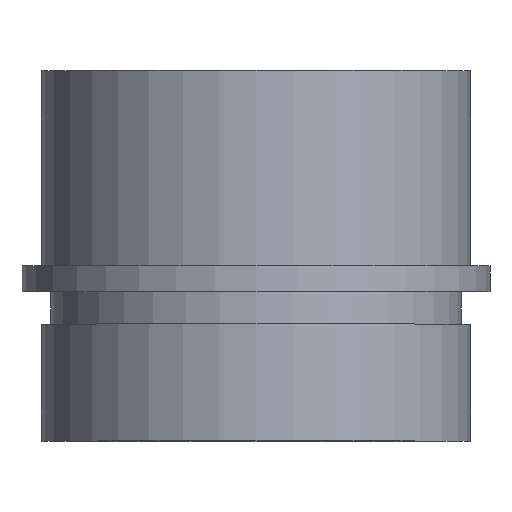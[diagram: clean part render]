
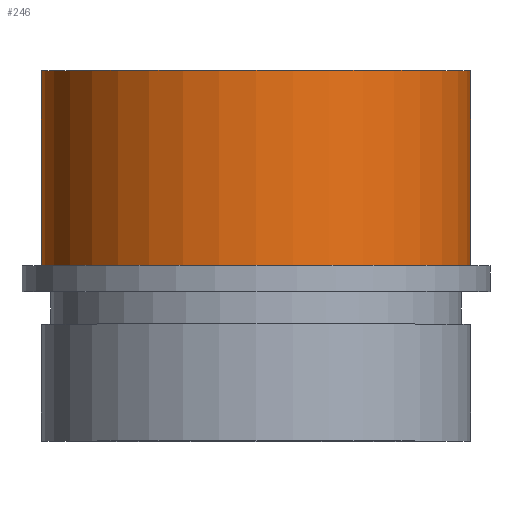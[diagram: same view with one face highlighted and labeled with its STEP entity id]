
A CAD part, top view. The second image highlights one B-rep face of the part: STEP entity #246.
In plain terms, the highlighted cylindrical face has radius 16.5 mm (diameter 33 mm), a full revolution.
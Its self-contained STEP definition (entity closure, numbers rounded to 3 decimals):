
#29=FACE_OUTER_BOUND('',#43,.T.);
#43=EDGE_LOOP('',(#169,#170,#171,#172,#173,#174));
#64=LINE('',#422,#71);
#71=VECTOR('',#330,16.5);
#78=CIRCLE('',#281,16.5);
#79=CIRCLE('',#282,16.5);
#80=CIRCLE('',#283,16.5);
#81=CIRCLE('',#284,16.5);
#106=VERTEX_POINT('',#417);
#107=VERTEX_POINT('',#418);
#108=VERTEX_POINT('',#421);
#109=VERTEX_POINT('',#423);
#134=EDGE_CURVE('',#106,#107,#78,.T.);
#135=EDGE_CURVE('',#107,#106,#79,.T.);
#136=EDGE_CURVE('',#107,#108,#64,.T.);
#137=EDGE_CURVE('',#108,#109,#80,.T.);
#138=EDGE_CURVE('',#109,#108,#81,.T.);
#169=ORIENTED_EDGE('',*,*,#134,.F.);
#170=ORIENTED_EDGE('',*,*,#135,.F.);
#171=ORIENTED_EDGE('',*,*,#136,.T.);
#172=ORIENTED_EDGE('',*,*,#137,.T.);
#173=ORIENTED_EDGE('',*,*,#138,.T.);
#174=ORIENTED_EDGE('',*,*,#136,.F.);
#239=CYLINDRICAL_SURFACE('',#280,16.5);
#246=ADVANCED_FACE('',(#29),#239,.T.);
#280=AXIS2_PLACEMENT_3D('',#416,#324,#325);
#281=AXIS2_PLACEMENT_3D('',#419,#326,#327);
#282=AXIS2_PLACEMENT_3D('',#420,#328,#329);
#283=AXIS2_PLACEMENT_3D('',#424,#331,#332);
#284=AXIS2_PLACEMENT_3D('',#425,#333,#334);
#324=DIRECTION('center_axis',(0.,1.,0.));
#325=DIRECTION('ref_axis',(-1.,0.,0.));
#326=DIRECTION('center_axis',(0.,1.,0.));
#327=DIRECTION('ref_axis',(1.,0.,0.));
#328=DIRECTION('center_axis',(0.,1.,0.));
#329=DIRECTION('ref_axis',(1.,0.,0.));
#330=DIRECTION('',(0.,-1.,0.));
#331=DIRECTION('center_axis',(0.,1.,0.));
#332=DIRECTION('ref_axis',(1.,0.,0.));
#333=DIRECTION('center_axis',(0.,1.,0.));
#334=DIRECTION('ref_axis',(1.,0.,0.));
#416=CARTESIAN_POINT('Origin',(0.,22.5,0.));
#417=CARTESIAN_POINT('',(-16.5,30.,0.));
#418=CARTESIAN_POINT('',(16.5,30.,0.));
#419=CARTESIAN_POINT('Origin',(0.,30.,0.));
#420=CARTESIAN_POINT('Origin',(0.,30.,0.));
#421=CARTESIAN_POINT('',(16.5,15.,0.));
#422=CARTESIAN_POINT('',(16.5,22.5,0.));
#423=CARTESIAN_POINT('',(-16.5,15.,0.));
#424=CARTESIAN_POINT('Origin',(0.,15.,0.));
#425=CARTESIAN_POINT('Origin',(0.,15.,0.));
